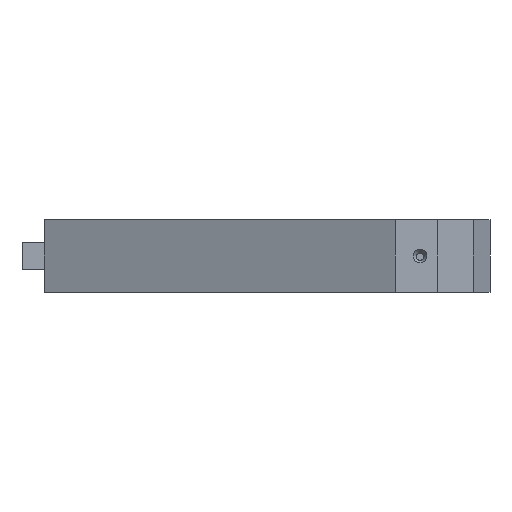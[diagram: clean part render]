
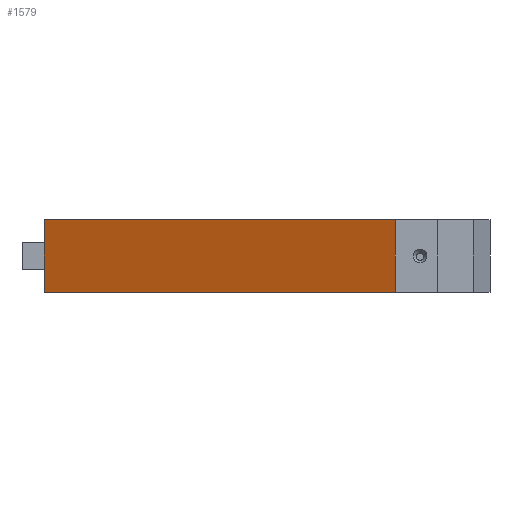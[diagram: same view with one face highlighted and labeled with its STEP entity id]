
A CAD part, front view. The second image highlights one B-rep face of the part: STEP entity #1579.
In plain terms, the highlighted planar face has unit normal (-0.407, -0.913, 0).
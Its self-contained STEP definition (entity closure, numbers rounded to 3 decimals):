
#110=PLANE('',#1746);
#187=FACE_OUTER_BOUND('',#315,.T.);
#315=EDGE_LOOP('',(#1466,#1467,#1468,#1469));
#343=LINE('',#2287,#490);
#369=LINE('',#2367,#516);
#421=LINE('',#2529,#568);
#448=LINE('',#2606,#595);
#490=VECTOR('',#1838,10.);
#516=VECTOR('',#1902,10.);
#568=VECTOR('',#2074,10.);
#595=VECTOR('',#2141,10.);
#720=VERTEX_POINT('',#2284);
#721=VERTEX_POINT('',#2286);
#755=VERTEX_POINT('',#2364);
#756=VERTEX_POINT('',#2366);
#871=EDGE_CURVE('',#720,#721,#343,.T.);
#911=EDGE_CURVE('',#756,#755,#369,.T.);
#990=EDGE_CURVE('',#756,#720,#421,.T.);
#1022=EDGE_CURVE('',#755,#721,#448,.T.);
#1466=ORIENTED_EDGE('',*,*,#1022,.T.);
#1467=ORIENTED_EDGE('',*,*,#871,.F.);
#1468=ORIENTED_EDGE('',*,*,#990,.F.);
#1469=ORIENTED_EDGE('',*,*,#911,.T.);
#1579=ADVANCED_FACE('',(#187),#110,.T.);
#1746=AXIS2_PLACEMENT_3D('',#2639,#2182,#2183);
#1838=DIRECTION('',(0.913,-0.407,0.));
#1902=DIRECTION('',(0.913,-0.407,0.));
#2074=DIRECTION('',(0.,0.,1.));
#2141=DIRECTION('',(0.,0.,1.));
#2182=DIRECTION('center_axis',(-0.407,-0.913,0.));
#2183=DIRECTION('ref_axis',(0.913,-0.407,0.));
#2284=CARTESIAN_POINT('',(0.,107.,20.5));
#2286=CARTESIAN_POINT('',(198.74,18.395,20.5));
#2287=CARTESIAN_POINT('',(0.,107.,20.5));
#2364=CARTESIAN_POINT('',(198.74,18.395,-20.5));
#2366=CARTESIAN_POINT('',(0.,107.,-20.5));
#2367=CARTESIAN_POINT('',(240.,0.,-20.5));
#2529=CARTESIAN_POINT('',(0.,107.,0.));
#2606=CARTESIAN_POINT('',(198.74,18.395,-10.25));
#2639=CARTESIAN_POINT('Origin',(0.,107.,0.));
